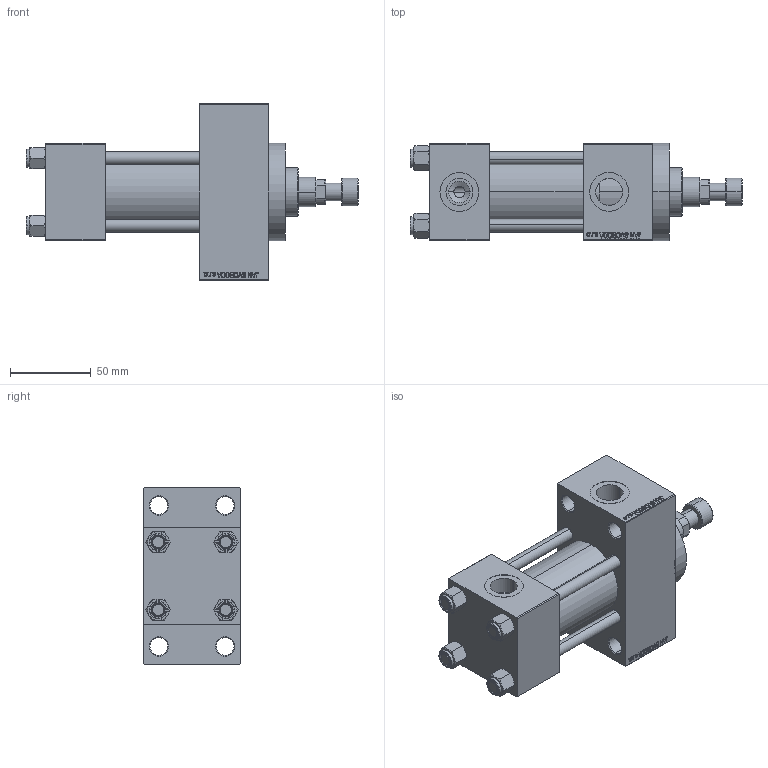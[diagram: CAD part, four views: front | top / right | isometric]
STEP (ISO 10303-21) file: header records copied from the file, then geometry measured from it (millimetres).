
FILE_DESCRIPTION (( 'STEP AP203' ), '1' );
FILE_NAME ('cfa0.STEP', '2022-04-15T00:27:08', ( '' ), ( '' ), 'SwSTEP 2.0', 'SolidWorks 2019', '' );
FILE_SCHEMA (( 'CONFIG_CONTROL_DESIGN' ));
Length unit declared in the file: millimetre
Products named in the file (7): V215CR_VCP_D d154321faa0a99bb6af086c6353002c8; cfa0; V215CR_D_TYCINKA d154321faa0a99bb6af086c6353002c8; NUT_M5_D d154321faa0a99bb6af086c6353002c8; V215_VC_A d154321faa0a99bb6af086c6353002c8; V215CR_D_Body d154321faa0a99bb6af086c6353002c8; V215CR_ROD_END_F d154321faa0a99bb6af086c6353002c8
Assembly tree (12 placements, depth 2):
  cfa0
    V215CR_D_Body d154321faa0a99bb6af086c6353002c8
    V215CR_VCP_D d154321faa0a99bb6af086c6353002c8
    NUT_M5_D d154321faa0a99bb6af086c6353002c8  x4
    V215CR_D_TYCINKA d154321faa0a99bb6af086c6353002c8  x4
    V215_VC_A d154321faa0a99bb6af086c6353002c8
    V215CR_ROD_END_F d154321faa0a99bb6af086c6353002c8
Bounding box: 205 x 60 x 109 mm (x, y, z)
Volume: 515525.1 mm3; surface area: 123814.2 mm2
Topology: 12 solids, 12 shells, 1123 faces, 2791 edges, 1805 vertices
Faces by surface type: plane 503, bspline 368, cone 144, cylinder 96, torus 12
Entity records: 47840 total; most frequent: CARTESIAN_POINT 25153, ORIENTED_EDGE 5074, DIRECTION 3301, EDGE_CURVE 2537, VERTEX_POINT 1661, LINE 1515, VECTOR 1515, EDGE_LOOP 1136
